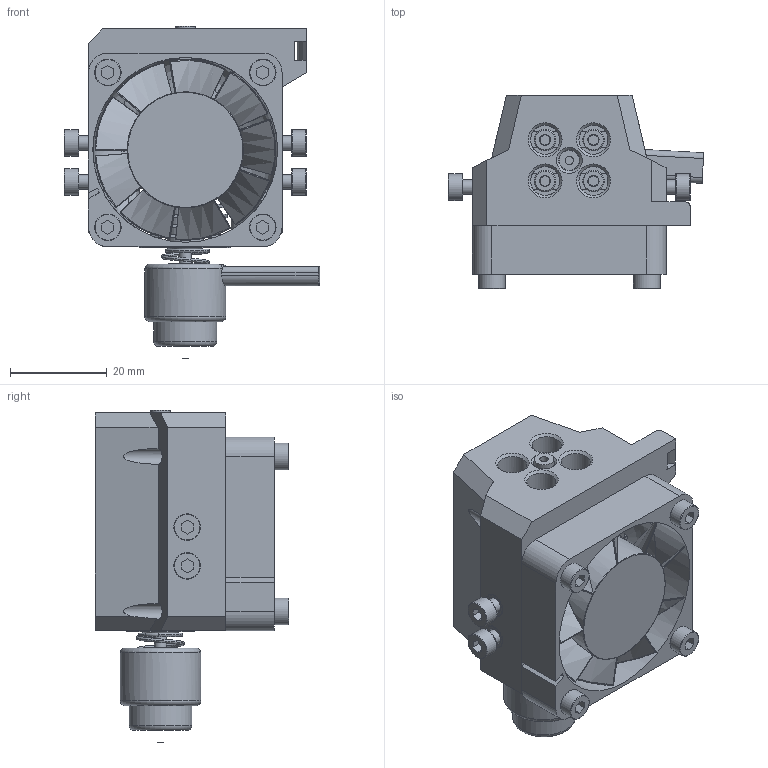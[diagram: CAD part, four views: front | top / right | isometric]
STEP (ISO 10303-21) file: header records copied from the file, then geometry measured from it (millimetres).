
FILE_DESCRIPTION(/* description */ (''),/* implementation_level */ '2;1');
FILE_NAME(/* name */ 'Hotend REVO Voron.step',/* time_stamp */ '2023-07-26T06:04:25-05:00',/* author */ (''),/* organization */ (''),/* preprocessor_version */ 'ST-DEVELOPER v20',/* originating_system */ 'Autodesk Translation Framework v12.9.0.99',/* authorisation */ '');
FILE_SCHEMA (('AUTOMOTIVE_DESIGN { 1 0 10303 214 3 1 1 }'));
Length unit declared in the file: millimetre
Products named in the file (14): Hotend REVO Voron; hotend_revo_voron; Fan Assembly; 4010 FAN; DIN 912 M3 20 mm; Hotend Mount; Revo Voron Reference CAD; PTFE_27.150000000000002_mm; Screw, M2.5 x 8mm SHCS; 91292A012_18-8 Stainless Steel Socket Head Screw; Mounting Screws; DIN 912 M3 8 mm; Inserts; PN596
Assembly tree (29 placements, depth 4):
  Hotend REVO Voron
    hotend_revo_voron
    Fan Assembly
      DIN 912 M3 20 mm  x4
      4010 FAN
    Hotend Mount
      Revo Voron Reference CAD
      PTFE_27.150000000000002_mm
      Screw, M2.5 x 8mm SHCS  x4
        91292A012_18-8 Stainless Steel Socket Head Screw
    Mounting Screws
      DIN 912 M3 8 mm  x4
    Inserts
      PN596  x8
Bounding box: 52.79 x 40 x 68.6 mm (x, y, z)
Volume: 39243.8 mm3; surface area: 28816.8 mm2
Topology: 24 solids, 24 shells, 1679 faces, 4513 edges, 2949 vertices
Faces by surface type: bspline 768, plane 389, cylinder 374, cone 96, torus 52
Full cylindrical faces by diameter (mm): 1.75 x1, 2 x1, 2.5 x9, 2.8 x4, 2.9 x8, 3 x9, 3.3 x12, 4.1 x2, 4.2 x8, 4.25 x8, 4.35 x1, 4.5 x4, 4.6 x8, 4.7 x8, 5.5 x8, 6 x4, 6.4 x1, 6.5 x1, 6.6 x1, 6.7 x1, 6.8 x1, 7 x1, 7.1 x1, 7.2 x1, 7.3 x1, 7.4 x1, 7.5 x1, 13 x1, 16.7 x1, 38.2 x1
Entity records: 30876 total; most frequent: CARTESIAN_POINT 14015, ORIENTED_EDGE 3772, DIRECTION 2965, EDGE_CURVE 1886, VERTEX_POINT 1229, AXIS2_PLACEMENT_3D 1163, EDGE_LOOP 805, FACE_OUTER_BOUND 707
